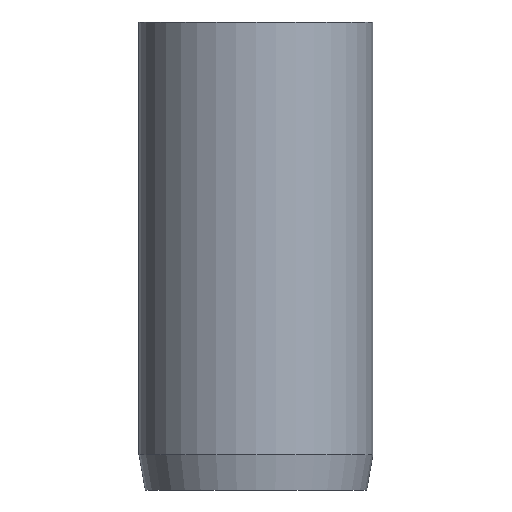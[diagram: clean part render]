
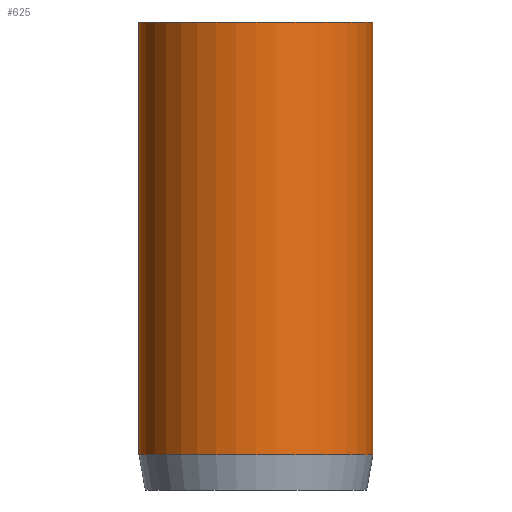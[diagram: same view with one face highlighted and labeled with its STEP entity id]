
A CAD part, front view. The second image highlights one B-rep face of the part: STEP entity #625.
In plain terms, the highlighted cylindrical face has radius 5 mm (diameter 10 mm), a partial arc.
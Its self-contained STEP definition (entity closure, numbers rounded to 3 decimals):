
#14 = EDGE_LOOP ( 'NONE', ( #916, #342, #872, #1116 ) ) ;
#24 = FACE_OUTER_BOUND ( 'NONE', #14, .T. ) ;
#27 = CARTESIAN_POINT ( 'NONE',  ( -5., 0., 1.5 ) ) ;
#38 = CYLINDRICAL_SURFACE ( 'NONE', #241, 5. ) ;
#48 = AXIS2_PLACEMENT_3D ( 'NONE', #379, #1012, #466 ) ;
#200 = CARTESIAN_POINT ( 'NONE',  ( -5., 0., 20. ) ) ;
#211 = VECTOR ( 'NONE', #906, 1000. ) ;
#220 = DIRECTION ( 'NONE',  ( -1., 0., 0. ) ) ;
#229 = LINE ( 'NONE', #458, #211 ) ;
#232 = CARTESIAN_POINT ( 'NONE',  ( 0., 0., 1.5 ) ) ;
#241 = AXIS2_PLACEMENT_3D ( 'NONE', #827, #299, #220 ) ;
#283 = AXIS2_PLACEMENT_3D ( 'NONE', #232, #847, #308 ) ;
#284 = DIRECTION ( 'NONE',  ( 0., 0., -1. ) ) ;
#299 = DIRECTION ( 'NONE',  ( 0., 0., -1. ) ) ;
#308 = DIRECTION ( 'NONE',  ( 1., 0., 0. ) ) ;
#342 = ORIENTED_EDGE ( 'NONE', *, *, #879, .F. ) ;
#379 = CARTESIAN_POINT ( 'NONE',  ( 0., 0., 20. ) ) ;
#456 = VERTEX_POINT ( 'NONE', #200 ) ;
#458 = CARTESIAN_POINT ( 'NONE',  ( -5., 0., 20. ) ) ;
#462 = LINE ( 'NONE', #807, #666 ) ;
#466 = DIRECTION ( 'NONE',  ( 1., 0., 0. ) ) ;
#591 = CARTESIAN_POINT ( 'NONE',  ( 5., 0., 1.5 ) ) ;
#625 = ADVANCED_FACE ( 'NONE', ( #24 ), #38, .T. ) ;
#666 = VECTOR ( 'NONE', #284, 1000. ) ;
#807 = CARTESIAN_POINT ( 'NONE',  ( 5., 0., 20. ) ) ;
#824 = EDGE_CURVE ( 'NONE', #982, #1041, #462, .T. ) ;
#827 = CARTESIAN_POINT ( 'NONE',  ( 0., 0., 20. ) ) ;
#831 = EDGE_CURVE ( 'NONE', #456, #849, #229, .T. ) ;
#846 = CIRCLE ( 'NONE', #283, 5. ) ;
#847 = DIRECTION ( 'NONE',  ( 0., 0., 1. ) ) ;
#849 = VERTEX_POINT ( 'NONE', #27 ) ;
#872 = ORIENTED_EDGE ( 'NONE', *, *, #831, .T. ) ;
#879 = EDGE_CURVE ( 'NONE', #456, #982, #1126, .T. ) ;
#906 = DIRECTION ( 'NONE',  ( 0., 0., -1. ) ) ;
#916 = ORIENTED_EDGE ( 'NONE', *, *, #824, .F. ) ;
#927 = EDGE_CURVE ( 'NONE', #849, #1041, #846, .T. ) ;
#982 = VERTEX_POINT ( 'NONE', #1031 ) ;
#1012 = DIRECTION ( 'NONE',  ( 0., 0., 1. ) ) ;
#1031 = CARTESIAN_POINT ( 'NONE',  ( 5., 0., 20. ) ) ;
#1041 = VERTEX_POINT ( 'NONE', #591 ) ;
#1116 = ORIENTED_EDGE ( 'NONE', *, *, #927, .T. ) ;
#1126 = CIRCLE ( 'NONE', #48, 5. ) ;
